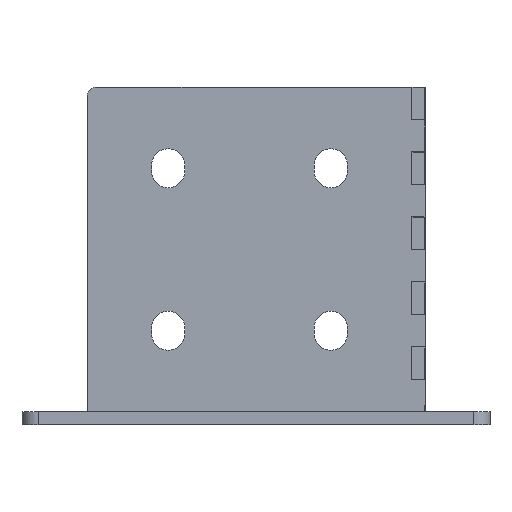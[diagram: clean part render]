
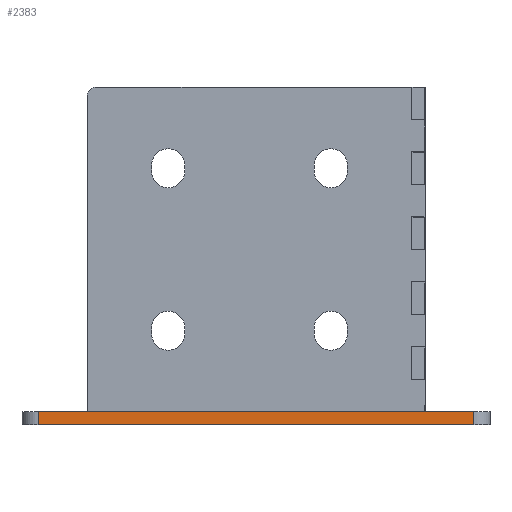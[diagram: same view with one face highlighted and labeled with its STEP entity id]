
A CAD part, left-side view. The second image highlights one B-rep face of the part: STEP entity #2383.
In plain terms, the highlighted planar face has unit normal (-1, 0, 0).
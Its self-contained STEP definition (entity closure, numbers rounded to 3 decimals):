
#206 = CARTESIAN_POINT ( 'NONE',  ( -72., -67., 0. ) ) ;
#229 = VECTOR ( 'NONE', #1882, 1000. ) ;
#331 = ORIENTED_EDGE ( 'NONE', *, *, #411, .T. ) ;
#411 = EDGE_CURVE ( 'NONE', #2739, #4099, #3963, .T. ) ;
#745 = LINE ( 'NONE', #2162, #1551 ) ;
#746 = CARTESIAN_POINT ( 'NONE',  ( -72., -67., 4. ) ) ;
#781 = VERTEX_POINT ( 'NONE', #206 ) ;
#1165 = CARTESIAN_POINT ( 'NONE',  ( -72., -67., 4. ) ) ;
#1470 = VERTEX_POINT ( 'NONE', #1165 ) ;
#1551 = VECTOR ( 'NONE', #1734, 1000. ) ;
#1734 = DIRECTION ( 'NONE',  ( 0., -1., 0. ) ) ;
#1745 = VECTOR ( 'NONE', #2164, 1000. ) ;
#1788 = LINE ( 'NONE', #746, #1745 ) ;
#1876 = ORIENTED_EDGE ( 'NONE', *, *, #4436, .T. ) ;
#1882 = DIRECTION ( 'NONE',  ( 0., 0., -1. ) ) ;
#1897 = ORIENTED_EDGE ( 'NONE', *, *, #4499, .F. ) ;
#1970 = CARTESIAN_POINT ( 'NONE',  ( -72., -72., 4. ) ) ;
#2162 = CARTESIAN_POINT ( 'NONE',  ( -72., -72., 4. ) ) ;
#2164 = DIRECTION ( 'NONE',  ( 0., 0., 1. ) ) ;
#2298 = VECTOR ( 'NONE', #2775, 1000. ) ;
#2383 = ADVANCED_FACE ( 'NONE', ( #4455 ), #4374, .F. ) ;
#2455 = LINE ( 'NONE', #3213, #2298 ) ;
#2534 = ORIENTED_EDGE ( 'NONE', *, *, #2633, .T. ) ;
#2633 = EDGE_CURVE ( 'NONE', #781, #1470, #1788, .T. ) ;
#2640 = DIRECTION ( 'NONE',  ( 1., 0., 0. ) ) ;
#2685 = DIRECTION ( 'NONE',  ( 0., 0., -1. ) ) ;
#2739 = VERTEX_POINT ( 'NONE', #2915 ) ;
#2775 = DIRECTION ( 'NONE',  ( 0., -1., 0. ) ) ;
#2915 = CARTESIAN_POINT ( 'NONE',  ( -72., 67., 4. ) ) ;
#3033 = AXIS2_PLACEMENT_3D ( 'NONE', #1970, #2640, #2685 ) ;
#3123 = CARTESIAN_POINT ( 'NONE',  ( -72., 67., 0. ) ) ;
#3213 = CARTESIAN_POINT ( 'NONE',  ( -72., -72., 0. ) ) ;
#3943 = CARTESIAN_POINT ( 'NONE',  ( -72., 67., 4. ) ) ;
#3963 = LINE ( 'NONE', #3943, #229 ) ;
#4099 = VERTEX_POINT ( 'NONE', #3123 ) ;
#4134 = EDGE_LOOP ( 'NONE', ( #1876, #2534, #1897, #331 ) ) ;
#4374 = PLANE ( 'NONE',  #3033 ) ;
#4436 = EDGE_CURVE ( 'NONE', #4099, #781, #2455, .T. ) ;
#4455 = FACE_OUTER_BOUND ( 'NONE', #4134, .T. ) ;
#4499 = EDGE_CURVE ( 'NONE', #2739, #1470, #745, .T. ) ;
